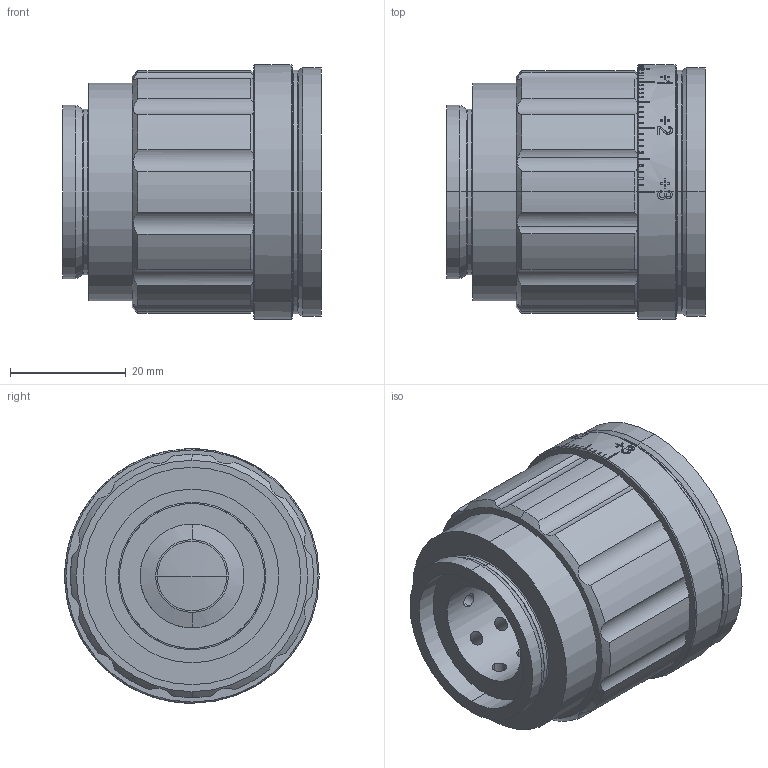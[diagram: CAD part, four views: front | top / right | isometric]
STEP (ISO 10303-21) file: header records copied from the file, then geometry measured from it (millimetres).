
FILE_DESCRIPTION (( 'STEP AP203' ), '1' );
FILE_NAME ('S6EXK0008_075_01.STEP', '2015-07-08T10:27:45', ( '' ), ( '' ), 'SwSTEP 2.0', 'SolidWorks 2014', '' );
FILE_SCHEMA (( 'CONFIG_CONTROL_DESIGN' ));
Length unit declared in the file: millimetre
Products named in the file (1): S6EXK0008_075_01
Bounding box: 44.7 x 44 x 44 mm (x, y, z)
Surface area: 13911 mm2 (no closed solid volume)
Topology: 0 solids, 9 shells, 426 faces, 1533 edges, 1041 vertices
Faces by surface type: plane 232, cylinder 100, bspline 57, cone 27, torus 8, sphere 2
Entity records: 25426 total; most frequent: CARTESIAN_POINT 13419, ORIENTED_EDGE 2559, DIRECTION 2092, EDGE_CURVE 1533, VERTEX_POINT 1041, AXIS2_PLACEMENT_3D 718, VECTOR 656, LINE 656
